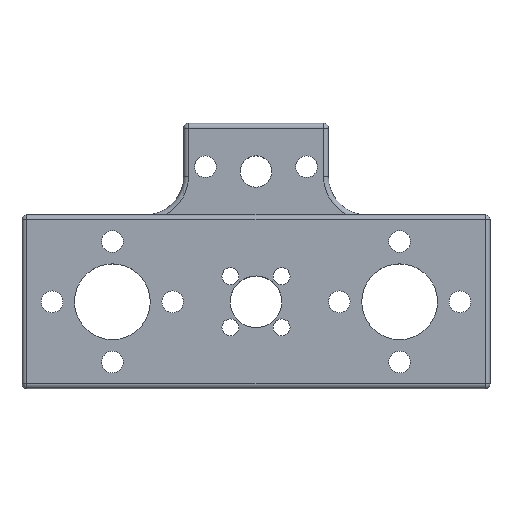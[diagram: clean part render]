
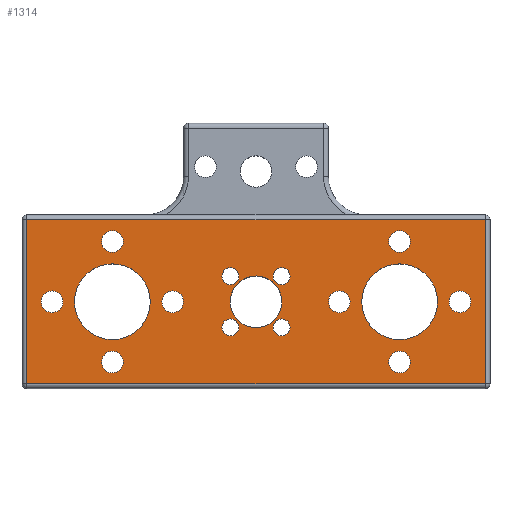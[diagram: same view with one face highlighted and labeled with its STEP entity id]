
A CAD part, top view. The second image highlights one B-rep face of the part: STEP entity #1314.
In plain terms, the highlighted planar face has unit normal (0, 0, 1).
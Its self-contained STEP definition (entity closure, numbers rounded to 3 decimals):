
#34=FACE_BOUND('',#415,.T.);
#35=FACE_BOUND('',#416,.T.);
#36=FACE_BOUND('',#417,.T.);
#37=FACE_BOUND('',#418,.T.);
#38=FACE_BOUND('',#419,.T.);
#39=FACE_BOUND('',#420,.T.);
#40=FACE_BOUND('',#421,.T.);
#41=FACE_BOUND('',#422,.T.);
#42=FACE_BOUND('',#423,.T.);
#43=FACE_BOUND('',#424,.T.);
#44=FACE_BOUND('',#425,.T.);
#45=FACE_BOUND('',#426,.T.);
#46=FACE_BOUND('',#427,.T.);
#47=FACE_BOUND('',#428,.T.);
#48=FACE_BOUND('',#429,.T.);
#74=PLANE('',#1491);
#113=LINE('',#2265,#186);
#117=LINE('',#2278,#190);
#120=LINE('',#2282,#193);
#122=LINE('',#2285,#195);
#186=VECTOR('',#1791,10.);
#190=VECTOR('',#1807,10.);
#193=VECTOR('',#1812,10.);
#195=VECTOR('',#1816,10.);
#326=FACE_OUTER_BOUND('',#414,.T.);
#414=EDGE_LOOP('',(#1119,#1120,#1121,#1122));
#415=EDGE_LOOP('',(#1123));
#416=EDGE_LOOP('',(#1124));
#417=EDGE_LOOP('',(#1125));
#418=EDGE_LOOP('',(#1126));
#419=EDGE_LOOP('',(#1127));
#420=EDGE_LOOP('',(#1128));
#421=EDGE_LOOP('',(#1129));
#422=EDGE_LOOP('',(#1130));
#423=EDGE_LOOP('',(#1131));
#424=EDGE_LOOP('',(#1132));
#425=EDGE_LOOP('',(#1133));
#426=EDGE_LOOP('',(#1134));
#427=EDGE_LOOP('',(#1135));
#428=EDGE_LOOP('',(#1136));
#429=EDGE_LOOP('',(#1137));
#554=CIRCLE('',#1492,1.75);
#555=CIRCLE('',#1493,2.25);
#556=CIRCLE('',#1494,2.25);
#557=CIRCLE('',#1495,2.25);
#558=CIRCLE('',#1496,2.25);
#559=CIRCLE('',#1497,7.85);
#560=CIRCLE('',#1498,1.75);
#561=CIRCLE('',#1499,5.35);
#562=CIRCLE('',#1500,1.75);
#563=CIRCLE('',#1501,7.85);
#564=CIRCLE('',#1502,2.25);
#565=CIRCLE('',#1503,2.25);
#566=CIRCLE('',#1504,2.25);
#567=CIRCLE('',#1505,2.25);
#568=CIRCLE('',#1506,1.75);
#642=VERTEX_POINT('',#2220);
#646=VERTEX_POINT('',#2234);
#651=VERTEX_POINT('',#2256);
#654=VERTEX_POINT('',#2269);
#663=VERTEX_POINT('',#2326);
#664=VERTEX_POINT('',#2328);
#665=VERTEX_POINT('',#2330);
#666=VERTEX_POINT('',#2332);
#667=VERTEX_POINT('',#2334);
#668=VERTEX_POINT('',#2336);
#669=VERTEX_POINT('',#2338);
#670=VERTEX_POINT('',#2340);
#671=VERTEX_POINT('',#2342);
#672=VERTEX_POINT('',#2344);
#673=VERTEX_POINT('',#2346);
#674=VERTEX_POINT('',#2348);
#675=VERTEX_POINT('',#2350);
#676=VERTEX_POINT('',#2352);
#677=VERTEX_POINT('',#2354);
#798=EDGE_CURVE('',#642,#651,#113,.T.);
#805=EDGE_CURVE('',#651,#654,#117,.T.);
#808=EDGE_CURVE('',#654,#646,#120,.T.);
#810=EDGE_CURVE('',#646,#642,#122,.T.);
#828=EDGE_CURVE('',#663,#663,#554,.T.);
#829=EDGE_CURVE('',#664,#664,#555,.T.);
#830=EDGE_CURVE('',#665,#665,#556,.T.);
#831=EDGE_CURVE('',#666,#666,#557,.T.);
#832=EDGE_CURVE('',#667,#667,#558,.T.);
#833=EDGE_CURVE('',#668,#668,#559,.T.);
#834=EDGE_CURVE('',#669,#669,#560,.T.);
#835=EDGE_CURVE('',#670,#670,#561,.T.);
#836=EDGE_CURVE('',#671,#671,#562,.T.);
#837=EDGE_CURVE('',#672,#672,#563,.T.);
#838=EDGE_CURVE('',#673,#673,#564,.T.);
#839=EDGE_CURVE('',#674,#674,#565,.T.);
#840=EDGE_CURVE('',#675,#675,#566,.T.);
#841=EDGE_CURVE('',#676,#676,#567,.T.);
#842=EDGE_CURVE('',#677,#677,#568,.T.);
#1119=ORIENTED_EDGE('',*,*,#798,.F.);
#1120=ORIENTED_EDGE('',*,*,#810,.F.);
#1121=ORIENTED_EDGE('',*,*,#808,.F.);
#1122=ORIENTED_EDGE('',*,*,#805,.F.);
#1123=ORIENTED_EDGE('',*,*,#828,.T.);
#1124=ORIENTED_EDGE('',*,*,#829,.T.);
#1125=ORIENTED_EDGE('',*,*,#830,.T.);
#1126=ORIENTED_EDGE('',*,*,#831,.T.);
#1127=ORIENTED_EDGE('',*,*,#832,.T.);
#1128=ORIENTED_EDGE('',*,*,#833,.T.);
#1129=ORIENTED_EDGE('',*,*,#834,.T.);
#1130=ORIENTED_EDGE('',*,*,#835,.F.);
#1131=ORIENTED_EDGE('',*,*,#836,.F.);
#1132=ORIENTED_EDGE('',*,*,#837,.F.);
#1133=ORIENTED_EDGE('',*,*,#838,.F.);
#1134=ORIENTED_EDGE('',*,*,#839,.F.);
#1135=ORIENTED_EDGE('',*,*,#840,.F.);
#1136=ORIENTED_EDGE('',*,*,#841,.F.);
#1137=ORIENTED_EDGE('',*,*,#842,.F.);
#1314=ADVANCED_FACE('',(#326,#34,#35,#36,#37,#38,#39,#40,#41,#42,#43,#44,
#45,#46,#47,#48),#74,.T.);
#1491=AXIS2_PLACEMENT_3D('',#2325,#1863,#1864);
#1492=AXIS2_PLACEMENT_3D('',#2327,#1865,#1866);
#1493=AXIS2_PLACEMENT_3D('',#2329,#1867,#1868);
#1494=AXIS2_PLACEMENT_3D('',#2331,#1869,#1870);
#1495=AXIS2_PLACEMENT_3D('',#2333,#1871,#1872);
#1496=AXIS2_PLACEMENT_3D('',#2335,#1873,#1874);
#1497=AXIS2_PLACEMENT_3D('',#2337,#1875,#1876);
#1498=AXIS2_PLACEMENT_3D('',#2339,#1877,#1878);
#1499=AXIS2_PLACEMENT_3D('',#2341,#1879,#1880);
#1500=AXIS2_PLACEMENT_3D('',#2343,#1881,#1882);
#1501=AXIS2_PLACEMENT_3D('',#2345,#1883,#1884);
#1502=AXIS2_PLACEMENT_3D('',#2347,#1885,#1886);
#1503=AXIS2_PLACEMENT_3D('',#2349,#1887,#1888);
#1504=AXIS2_PLACEMENT_3D('',#2351,#1889,#1890);
#1505=AXIS2_PLACEMENT_3D('',#2353,#1891,#1892);
#1506=AXIS2_PLACEMENT_3D('',#2355,#1893,#1894);
#1791=DIRECTION('',(-1.,0.,0.));
#1807=DIRECTION('',(0.,1.,0.));
#1812=DIRECTION('',(1.,0.,0.));
#1816=DIRECTION('',(0.,-1.,0.));
#1863=DIRECTION('center_axis',(0.,0.,1.));
#1864=DIRECTION('ref_axis',(1.,0.,0.));
#1865=DIRECTION('center_axis',(0.,0.,-1.));
#1866=DIRECTION('ref_axis',(-1.,0.,0.));
#1867=DIRECTION('center_axis',(0.,0.,-1.));
#1868=DIRECTION('ref_axis',(-1.,0.,0.));
#1869=DIRECTION('center_axis',(0.,0.,-1.));
#1870=DIRECTION('ref_axis',(-1.,0.,0.));
#1871=DIRECTION('center_axis',(0.,0.,-1.));
#1872=DIRECTION('ref_axis',(-1.,0.,0.));
#1873=DIRECTION('center_axis',(0.,0.,-1.));
#1874=DIRECTION('ref_axis',(-1.,0.,0.));
#1875=DIRECTION('center_axis',(0.,0.,-1.));
#1876=DIRECTION('ref_axis',(-1.,0.,0.));
#1877=DIRECTION('center_axis',(0.,0.,-1.));
#1878=DIRECTION('ref_axis',(-1.,0.,0.));
#1879=DIRECTION('center_axis',(0.,0.,1.));
#1880=DIRECTION('ref_axis',(1.,0.,0.));
#1881=DIRECTION('center_axis',(0.,0.,1.));
#1882=DIRECTION('ref_axis',(1.,0.,0.));
#1883=DIRECTION('center_axis',(0.,0.,1.));
#1884=DIRECTION('ref_axis',(1.,0.,0.));
#1885=DIRECTION('center_axis',(0.,0.,1.));
#1886=DIRECTION('ref_axis',(1.,0.,0.));
#1887=DIRECTION('center_axis',(0.,0.,1.));
#1888=DIRECTION('ref_axis',(1.,0.,0.));
#1889=DIRECTION('center_axis',(0.,0.,1.));
#1890=DIRECTION('ref_axis',(1.,0.,0.));
#1891=DIRECTION('center_axis',(0.,0.,1.));
#1892=DIRECTION('ref_axis',(1.,0.,0.));
#1893=DIRECTION('center_axis',(0.,0.,1.));
#1894=DIRECTION('ref_axis',(1.,0.,0.));
#2220=CARTESIAN_POINT('',(96.,-35.,13.));
#2234=CARTESIAN_POINT('',(96.,-1.,13.));
#2256=CARTESIAN_POINT('',(1.,-35.,13.));
#2265=CARTESIAN_POINT('',(12.125,-35.,13.));
#2269=CARTESIAN_POINT('',(1.,-1.,13.));
#2278=CARTESIAN_POINT('',(1.,-9.,13.));
#2282=CARTESIAN_POINT('',(28.875,-1.,13.));
#2285=CARTESIAN_POINT('',(96.,-9.,13.));
#2325=CARTESIAN_POINT('Origin',(24.25,-18.,13.));
#2326=CARTESIAN_POINT('',(44.947,-23.303,13.));
#2327=CARTESIAN_POINT('Origin',(43.197,-23.303,13.));
#2328=CARTESIAN_POINT('',(20.984,-5.5,13.));
#2329=CARTESIAN_POINT('Origin',(18.734,-5.5,13.));
#2330=CARTESIAN_POINT('',(33.484,-18.,13.));
#2331=CARTESIAN_POINT('Origin',(31.234,-18.,13.));
#2332=CARTESIAN_POINT('',(20.984,-30.5,13.));
#2333=CARTESIAN_POINT('Origin',(18.734,-30.5,13.));
#2334=CARTESIAN_POINT('',(8.484,-18.,13.));
#2335=CARTESIAN_POINT('Origin',(6.234,-18.,13.));
#2336=CARTESIAN_POINT('',(26.584,-18.,13.));
#2337=CARTESIAN_POINT('Origin',(18.734,-18.,13.));
#2338=CARTESIAN_POINT('',(44.947,-12.697,13.));
#2339=CARTESIAN_POINT('Origin',(43.197,-12.697,13.));
#2340=CARTESIAN_POINT('',(53.85,-18.,13.));
#2341=CARTESIAN_POINT('Origin',(48.5,-18.,13.));
#2342=CARTESIAN_POINT('',(52.053,-12.697,13.));
#2343=CARTESIAN_POINT('Origin',(53.803,-12.697,13.));
#2344=CARTESIAN_POINT('',(70.416,-18.,13.));
#2345=CARTESIAN_POINT('Origin',(78.266,-18.,13.));
#2346=CARTESIAN_POINT('',(88.516,-18.,13.));
#2347=CARTESIAN_POINT('Origin',(90.766,-18.,13.));
#2348=CARTESIAN_POINT('',(76.016,-30.5,13.));
#2349=CARTESIAN_POINT('Origin',(78.266,-30.5,13.));
#2350=CARTESIAN_POINT('',(63.516,-18.,13.));
#2351=CARTESIAN_POINT('Origin',(65.766,-18.,13.));
#2352=CARTESIAN_POINT('',(76.016,-5.5,13.));
#2353=CARTESIAN_POINT('Origin',(78.266,-5.5,13.));
#2354=CARTESIAN_POINT('',(52.053,-23.303,13.));
#2355=CARTESIAN_POINT('Origin',(53.803,-23.303,13.));
